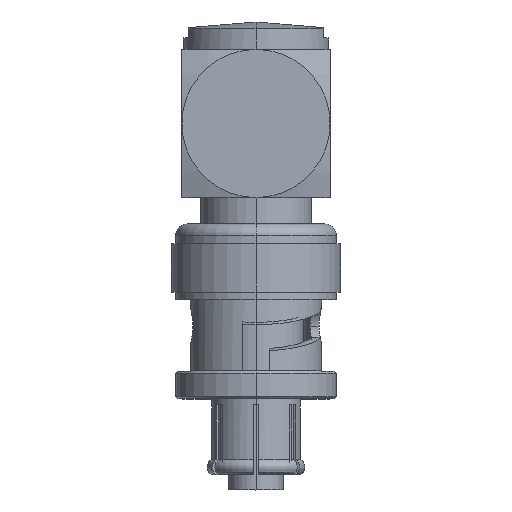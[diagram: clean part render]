
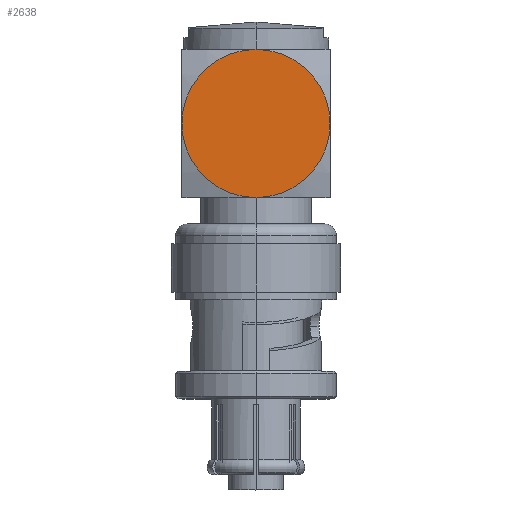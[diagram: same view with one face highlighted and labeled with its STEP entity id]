
A CAD part, top view. The second image highlights one B-rep face of the part: STEP entity #2638.
In plain terms, the highlighted face is planar.
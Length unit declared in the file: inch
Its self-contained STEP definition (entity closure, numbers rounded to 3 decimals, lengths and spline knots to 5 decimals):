
#1711 = VERTEX_POINT ( 'NONE', #9785 ) ;
#1770 = CARTESIAN_POINT ( 'NONE',  ( -0.25, 0., 0. ) ) ;
#1796 = ORIENTED_EDGE ( 'NONE', *, *, #5767, .T. ) ;
#1854 = VERTEX_POINT ( 'NONE', #2745 ) ;
#2314 = DIRECTION ( 'NONE',  ( 0., 0., -1. ) ) ;
#2425 = PLANE ( 'NONE',  #8590 ) ;
#2638 = ADVANCED_FACE ( 'NONE', ( #4431 ), #2425, .T. ) ;
#2745 = CARTESIAN_POINT ( 'NONE',  ( -0.25, 0., -0.25 ) ) ;
#2991 = VERTEX_POINT ( 'NONE', #4112 ) ;
#3511 = CARTESIAN_POINT ( 'NONE',  ( -0.25, 0., 0. ) ) ;
#3604 = CIRCLE ( 'NONE', #9262, 0.25 ) ;
#3952 = CARTESIAN_POINT ( 'NONE',  ( -0.25, 0., 0. ) ) ;
#4112 = CARTESIAN_POINT ( 'NONE',  ( -0.25, 0., 0.25 ) ) ;
#4431 = FACE_OUTER_BOUND ( 'NONE', #6197, .T. ) ;
#4434 = DIRECTION ( 'NONE',  ( -1., 0., 0. ) ) ;
#4607 = CIRCLE ( 'NONE', #8716, 0.25 ) ;
#4702 = EDGE_CURVE ( 'NONE', #1711, #1854, #3604, .T. ) ;
#4711 = EDGE_CURVE ( 'NONE', #2991, #1711, #6800, .T. ) ;
#4810 = AXIS2_PLACEMENT_3D ( 'NONE', #1770, #7184, #10899 ) ;
#5447 = DIRECTION ( 'NONE',  ( -1., 0., 0. ) ) ;
#5483 = CARTESIAN_POINT ( 'NONE',  ( -0.25, -0.25, 0. ) ) ;
#5767 = EDGE_CURVE ( 'NONE', #7835, #2991, #4607, .T. ) ;
#6197 = EDGE_LOOP ( 'NONE', ( #7287, #8057, #9990, #1796 ) ) ;
#6595 = EDGE_CURVE ( 'NONE', #1854, #7835, #11657, .T. ) ;
#6800 = CIRCLE ( 'NONE', #4810, 0.25 ) ;
#7140 = DIRECTION ( 'NONE',  ( 0., -1., 0. ) ) ;
#7184 = DIRECTION ( 'NONE',  ( -1., 0., 0. ) ) ;
#7287 = ORIENTED_EDGE ( 'NONE', *, *, #4711, .T. ) ;
#7835 = VERTEX_POINT ( 'NONE', #5483 ) ;
#8057 = ORIENTED_EDGE ( 'NONE', *, *, #4702, .T. ) ;
#8184 = DIRECTION ( 'NONE',  ( -1., 0., 0. ) ) ;
#8349 = AXIS2_PLACEMENT_3D ( 'NONE', #3952, #10689, #2314 ) ;
#8590 = AXIS2_PLACEMENT_3D ( 'NONE', #9884, #8184, #11783 ) ;
#8716 = AXIS2_PLACEMENT_3D ( 'NONE', #11784, #4434, #7140 ) ;
#9262 = AXIS2_PLACEMENT_3D ( 'NONE', #3511, #5447, #11893 ) ;
#9785 = CARTESIAN_POINT ( 'NONE',  ( -0.25, 0.25, 0. ) ) ;
#9884 = CARTESIAN_POINT ( 'NONE',  ( -0.25, 0.25, -0.25 ) ) ;
#9990 = ORIENTED_EDGE ( 'NONE', *, *, #6595, .T. ) ;
#10689 = DIRECTION ( 'NONE',  ( -1., 0., 0. ) ) ;
#10899 = DIRECTION ( 'NONE',  ( 0., 0., 1. ) ) ;
#11657 = CIRCLE ( 'NONE', #8349, 0.25 ) ;
#11783 = DIRECTION ( 'NONE',  ( 0., 0., 1. ) ) ;
#11784 = CARTESIAN_POINT ( 'NONE',  ( -0.25, 0., 0. ) ) ;
#11893 = DIRECTION ( 'NONE',  ( 0., 1., 0. ) ) ;
